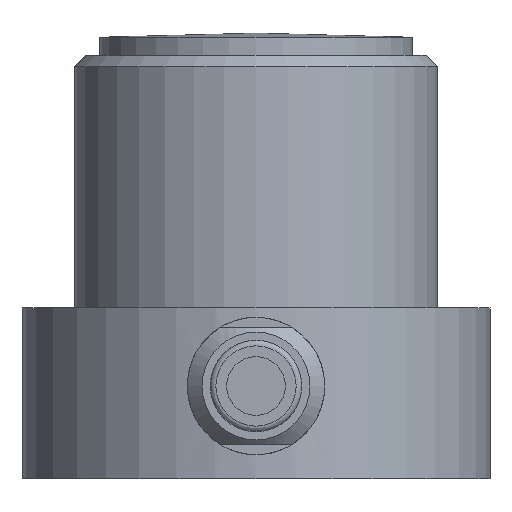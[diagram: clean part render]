
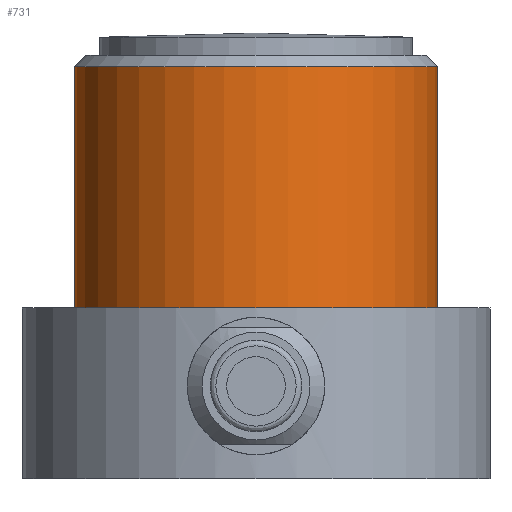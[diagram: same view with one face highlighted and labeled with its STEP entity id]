
A CAD part, front view. The second image highlights one B-rep face of the part: STEP entity #731.
In plain terms, the highlighted cylindrical face has radius 6.223 mm (diameter 12.446 mm), a full revolution.
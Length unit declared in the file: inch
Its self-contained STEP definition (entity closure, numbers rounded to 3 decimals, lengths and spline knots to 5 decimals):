
#704=CARTESIAN_POINT('',(0.0,-0.17,0.0));
#705=DIRECTION('',(0.0,1.0,0.0));
#706=DIRECTION('',(1.0,0.0,0.0));
#707=AXIS2_PLACEMENT_3D('',#704,#705,#706);
#708=CYLINDRICAL_SURFACE('',#707,0.245);
#709=CARTESIAN_POINT('',(-0.245,-0.17,0.));
#710=VERTEX_POINT('',#709);
#711=CARTESIAN_POINT('',(0.0,-0.17,0.0));
#712=DIRECTION('',(0.0,-1.0,0.0));
#713=DIRECTION('',(1.0,0.0,0.0));
#714=AXIS2_PLACEMENT_3D('',#711,#712,#713);
#715=CIRCLE('',#714,0.245);
#716=EDGE_CURVE('',#710,#710,#715,.T.);
#717=ORIENTED_EDGE('',*,*,#716,.F.);
#718=EDGE_LOOP('',(#717));
#719=FACE_OUTER_BOUND('',#718,.T.);
#720=CARTESIAN_POINT('',(-0.245,0.155,0.));
#721=VERTEX_POINT('',#720);
#722=CARTESIAN_POINT('',(0.0,0.155,0.));
#723=DIRECTION('',(0.0,1.0,0.0));
#724=DIRECTION('',(-1.0,0.0,0.0));
#725=AXIS2_PLACEMENT_3D('',#722,#723,#724);
#726=CIRCLE('',#725,0.245);
#727=EDGE_CURVE('',#721,#721,#726,.T.);
#728=ORIENTED_EDGE('',*,*,#727,.F.);
#729=EDGE_LOOP('',(#728));
#730=FACE_BOUND('',#729,.T.);
#731=ADVANCED_FACE('',(#719,#730),#708,.T.);
